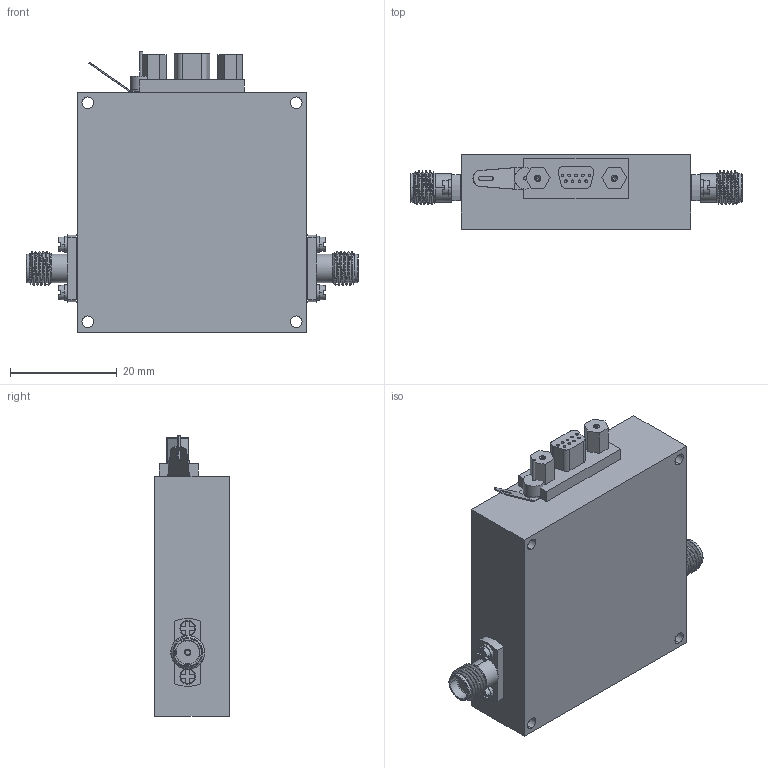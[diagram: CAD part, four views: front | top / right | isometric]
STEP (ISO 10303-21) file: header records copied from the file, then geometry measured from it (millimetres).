
FILE_DESCRIPTION (( 'STEP AP214' ), '1' );
FILE_NAME ('FM82P5018_3D.step', '2023-03-16T18:20:30', ( '' ), ( '' ), 'SwSTEP 2.0', 'SolidWorks 2022', '' );
FILE_SCHEMA (( 'AUTOMOTIVE_DESIGN' ));
Length unit declared in the file: inch
Products named in the file (6): PE45572 ¦ FMCN1622; FM82P5018_Base Model; FM82P5018_3D; FM82P5020_9 PIN CONNECTOR; FM82P5024_WASHER; FM82P5024_SCREW 4-40
Assembly tree (12 placements, depth 2):
  FM82P5018_3D
    FM82P5018_Base Model
    FM82P5020_9 PIN CONNECTOR
    FM82P5024_WASHER  x4
    FM82P5024_SCREW 4-40  x4
    PE45572 ¦ FMCN1622  x2
Bounding box: 62.16 x 14 x 52.6 mm (x, y, z)
Volume: 27027.4 mm3; surface area: 9128.4 mm2
Topology: 23 solids, 23 shells, 950 faces, 2372 edges, 1534 vertices
Faces by surface type: plane 509, cylinder 239, cone 117, bspline 85
Entity records: 26566 total; most frequent: CARTESIAN_POINT 9270, ORIENTED_EDGE 3578, DIRECTION 2775, EDGE_CURVE 1789, VERTEX_POINT 1177, AXIS2_PLACEMENT_3D 951, VECTOR 873, LINE 873
